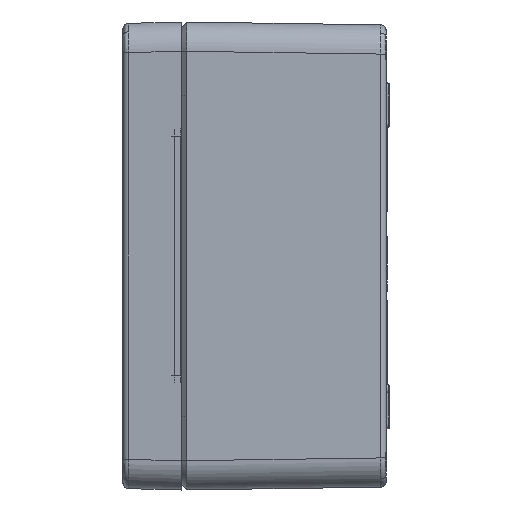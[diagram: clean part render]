
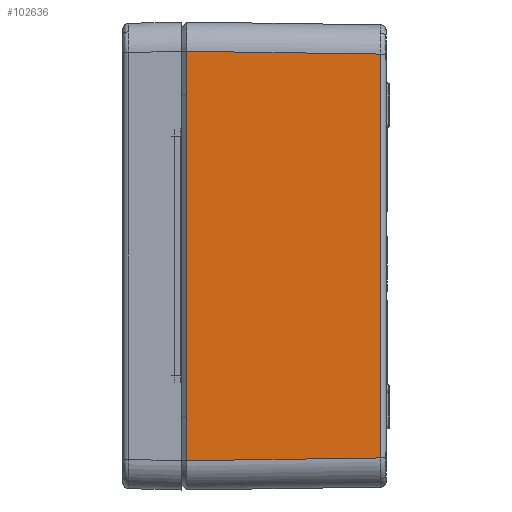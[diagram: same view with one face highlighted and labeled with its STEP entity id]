
A CAD part, left-side view. The second image highlights one B-rep face of the part: STEP entity #102636.
In plain terms, the highlighted planar face has unit normal (-1, -0.014, 0).
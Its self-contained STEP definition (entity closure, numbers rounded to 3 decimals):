
#41183 = CARTESIAN_POINT ( 'NONE',  ( -279.038, -68.028, 69.039 ) ) ;
#54069 = LINE ( 'NONE', #54128, #54127 ) ;
#54104 = CARTESIAN_POINT ( 'NONE',  ( -279.975, -1.8, 69.976 ) ) ;
#54105 = DIRECTION ( 'NONE',  ( -0.014, 1., 0.014 ) ) ;
#54106 = VECTOR ( 'NONE', #54105, 1000. ) ;
#54107 = CARTESIAN_POINT ( 'NONE',  ( -279.97, -2.12, 69.971 ) ) ;
#54108 = LINE ( 'NONE', #54107, #54106 ) ;
#54126 = DIRECTION ( 'NONE',  ( 0., 0., -1. ) ) ;
#54127 = VECTOR ( 'NONE', #54126, 1000. ) ;
#54128 = CARTESIAN_POINT ( 'NONE',  ( -279.975, -1.8, -80. ) ) ;
#54133 = CARTESIAN_POINT ( 'NONE',  ( -279.975, -1.8, -69.976 ) ) ;
#54134 = DIRECTION ( 'NONE',  ( 0.014, -1., 0. ) ) ;
#54135 = DIRECTION ( 'NONE',  ( -1., -0.014, 0. ) ) ;
#54136 = CARTESIAN_POINT ( 'NONE',  ( -280., 0., -80. ) ) ;
#54147 = AXIS2_PLACEMENT_3D ( 'NONE', #54136, #54135, #54134 ) ;
#54148 = PLANE ( 'NONE',  #54147 ) ;
#54149 = FACE_OUTER_BOUND ( 'NONE', #102637, .T. ) ;
#54290 = VECTOR ( 'NONE', #54350, 1000. ) ;
#54291 = CARTESIAN_POINT ( 'NONE',  ( -279.038, -68.028, 69.011 ) ) ;
#54292 = LINE ( 'NONE', #54291, #54290 ) ;
#54293 = CARTESIAN_POINT ( 'NONE',  ( -279.038, -68.028, -69.039 ) ) ;
#54294 = DIRECTION ( 'NONE',  ( 0.014, -1., 0.014 ) ) ;
#54295 = VECTOR ( 'NONE', #54294, 1000. ) ;
#54296 = CARTESIAN_POINT ( 'NONE',  ( -280.002, 0.141, -70.003 ) ) ;
#54297 = LINE ( 'NONE', #54296, #54295 ) ;
#54350 = DIRECTION ( 'NONE',  ( 0., 0., 1. ) ) ;
#96166 = VERTEX_POINT ( 'NONE', #41183 ) ;
#102614 = EDGE_CURVE ( 'NONE', #102629, #102639, #54069, .T. ) ;
#102628 = EDGE_CURVE ( 'NONE', #96166, #102629, #54108, .T. ) ;
#102629 = VERTEX_POINT ( 'NONE', #54104 ) ;
#102636 = ADVANCED_FACE ( 'NONE', ( #54149 ), #54148, .T. ) ;
#102637 = EDGE_LOOP ( 'NONE', ( #102638, #102741, #102745, #102746 ) ) ;
#102638 = ORIENTED_EDGE ( 'NONE', *, *, #102739, .T. ) ;
#102639 = VERTEX_POINT ( 'NONE', #54133 ) ;
#102739 = EDGE_CURVE ( 'NONE', #102639, #102740, #54297, .T. ) ;
#102740 = VERTEX_POINT ( 'NONE', #54293 ) ;
#102741 = ORIENTED_EDGE ( 'NONE', *, *, #102742, .T. ) ;
#102742 = EDGE_CURVE ( 'NONE', #102740, #96166, #54292, .T. ) ;
#102745 = ORIENTED_EDGE ( 'NONE', *, *, #102628, .T. ) ;
#102746 = ORIENTED_EDGE ( 'NONE', *, *, #102614, .T. ) ;
